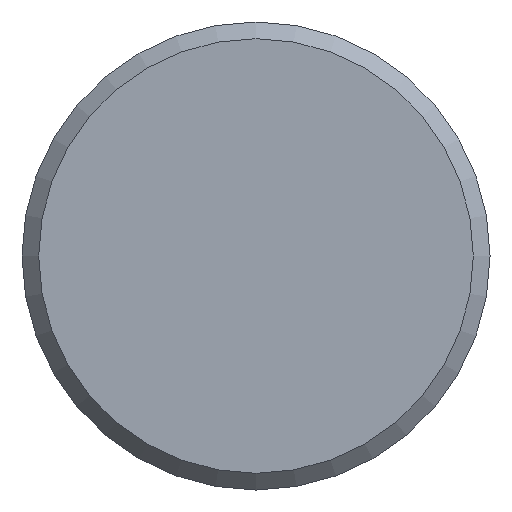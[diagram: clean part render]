
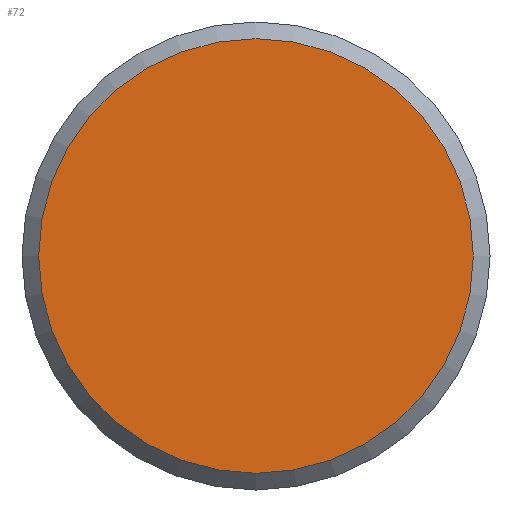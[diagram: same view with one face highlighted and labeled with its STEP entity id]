
A CAD part, front view. The second image highlights one B-rep face of the part: STEP entity #72.
In plain terms, the highlighted planar face has unit normal (0, -1, 0).
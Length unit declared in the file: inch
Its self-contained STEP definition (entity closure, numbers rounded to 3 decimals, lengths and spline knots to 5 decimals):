
#8 = PLANE ( 'NONE',  #102 ) ;
#17 = CARTESIAN_POINT ( 'NONE',  ( 0., -5.90551, 0. ) ) ;
#18 = CARTESIAN_POINT ( 'NONE',  ( 0., -5.90551, 0. ) ) ;
#33 = CARTESIAN_POINT ( 'NONE',  ( 0., -5.90551, 0.25591 ) ) ;
#47 = EDGE_LOOP ( 'NONE', ( #87 ) ) ;
#54 = CIRCLE ( 'NONE', #63, 0.25591 ) ;
#58 = DIRECTION ( 'NONE',  ( 0., 0., 1. ) ) ;
#63 = AXIS2_PLACEMENT_3D ( 'NONE', #17, #128, #120 ) ;
#72 = ADVANCED_FACE ( 'NONE', ( #113 ), #8, .F. ) ;
#77 = EDGE_CURVE ( 'NONE', #119, #119, #54, .T. ) ;
#87 = ORIENTED_EDGE ( 'NONE', *, *, #77, .T. ) ;
#102 = AXIS2_PLACEMENT_3D ( 'NONE', #18, #104, #58 ) ;
#104 = DIRECTION ( 'NONE',  ( 0., 1., 0. ) ) ;
#113 = FACE_OUTER_BOUND ( 'NONE', #47, .T. ) ;
#119 = VERTEX_POINT ( 'NONE', #33 ) ;
#120 = DIRECTION ( 'NONE',  ( 0., 0., 1. ) ) ;
#128 = DIRECTION ( 'NONE',  ( 0., -1., 0. ) ) ;
